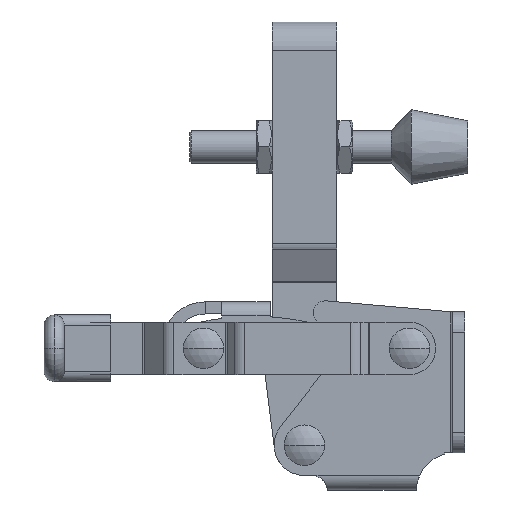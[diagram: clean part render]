
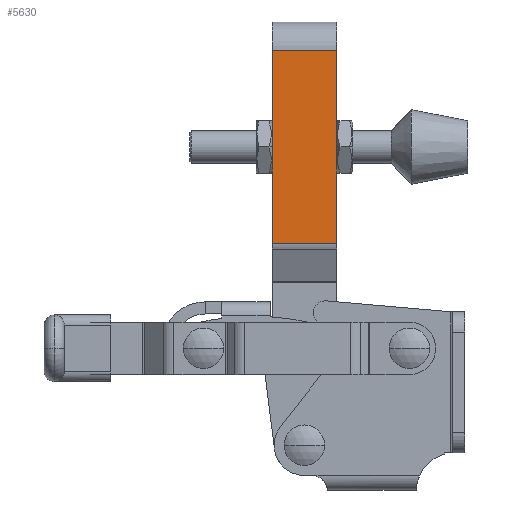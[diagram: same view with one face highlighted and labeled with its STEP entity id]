
A CAD part, left-side view. The second image highlights one B-rep face of the part: STEP entity #5630.
In plain terms, the highlighted face is planar.
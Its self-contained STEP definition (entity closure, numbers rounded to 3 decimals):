
#726 = EDGE_CURVE ( 'NONE', #24468, #24465, #12319, .T. ) ;
#775 = EDGE_CURVE ( 'NONE', #24498, #24508, #12398, .T. ) ;
#796 = EDGE_CURVE ( 'NONE', #24465, #24508, #12431, .T. ) ;
#798 = EDGE_CURVE ( 'NONE', #24468, #24498, #12435, .T. ) ;
#1821 = FACE_OUTER_BOUND ( 'NONE', #2886, .T. ) ;
#2886 = EDGE_LOOP ( 'NONE', ( #2966, #2967, #2968, #2969 ) ) ;
#2966 = ORIENTED_EDGE ( 'NONE', *, *, #798, .T. ) ;
#2967 = ORIENTED_EDGE ( 'NONE', *, *, #775, .T. ) ;
#2968 = ORIENTED_EDGE ( 'NONE', *, *, #796, .F. ) ;
#2969 = ORIENTED_EDGE ( 'NONE', *, *, #726, .F. ) ;
#4257 = DIRECTION ( 'NONE',  ( 0., 0., 1. ) ) ;
#4262 = CARTESIAN_POINT ( 'NONE',  ( 7.15, 4.5, 0. ) ) ;
#4375 = DIRECTION ( 'NONE',  ( 0., 0., 1. ) ) ;
#4376 = CARTESIAN_POINT ( 'NONE',  ( 7.15, 20.5, 0. ) ) ;
#4430 = CARTESIAN_POINT ( 'NONE',  ( 7.15, 0., 47.6 ) ) ;
#4431 = DIRECTION ( 'NONE',  ( 0., 1., 0. ) ) ;
#4434 = CARTESIAN_POINT ( 'NONE',  ( 7.15, 0., 0. ) ) ;
#4435 = DIRECTION ( 'NONE',  ( 0., 1., 0. ) ) ;
#5630 = ADVANCED_FACE ( 'NONE', ( #1821 ), #21095, .F. ) ;
#12319 = LINE ( 'NONE', #4262, #12322 ) ;
#12322 = VECTOR ( 'NONE', #4257, 1000. ) ;
#12398 = LINE ( 'NONE', #4376, #12402 ) ;
#12402 = VECTOR ( 'NONE', #4375, 1000. ) ;
#12431 = LINE ( 'NONE', #4430, #12434 ) ;
#12434 = VECTOR ( 'NONE', #4431, 1000. ) ;
#12435 = LINE ( 'NONE', #4434, #12438 ) ;
#12438 = VECTOR ( 'NONE', #4435, 1000. ) ;
#19818 = AXIS2_PLACEMENT_3D ( 'NONE', #21093, #21098, #21099 ) ;
#21093 = CARTESIAN_POINT ( 'NONE',  ( 7.15, 0., 150. ) ) ;
#21095 = PLANE ( 'NONE',  #19818 ) ;
#21098 = DIRECTION ( 'NONE',  ( -1., 0., 0. ) ) ;
#21099 = DIRECTION ( 'NONE',  ( 0., 0., 1. ) ) ;
#24465 = VERTEX_POINT ( 'NONE', #25293 ) ;
#24468 = VERTEX_POINT ( 'NONE', #25296 ) ;
#24498 = VERTEX_POINT ( 'NONE', #25326 ) ;
#24508 = VERTEX_POINT ( 'NONE', #25336 ) ;
#25293 = CARTESIAN_POINT ( 'NONE',  ( 7.15, 4.5, 47.6 ) ) ;
#25296 = CARTESIAN_POINT ( 'NONE',  ( 7.15, 4.5, 0. ) ) ;
#25326 = CARTESIAN_POINT ( 'NONE',  ( 7.15, 20.5, 0. ) ) ;
#25336 = CARTESIAN_POINT ( 'NONE',  ( 7.15, 20.5, 47.6 ) ) ;
